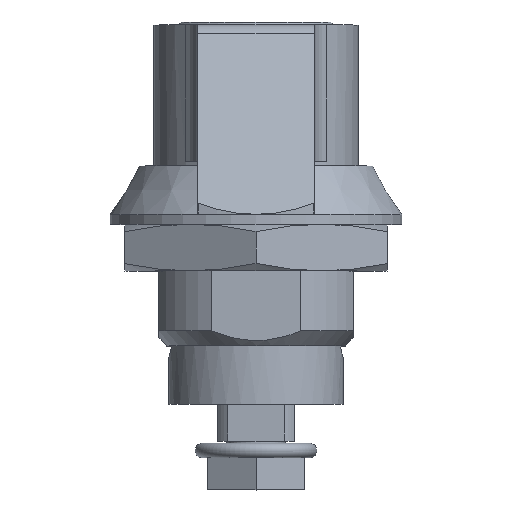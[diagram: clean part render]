
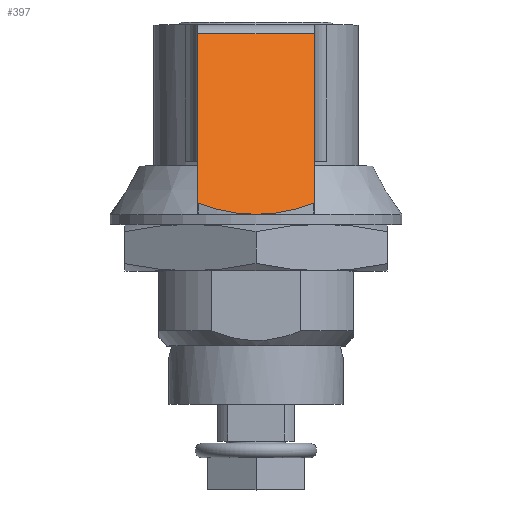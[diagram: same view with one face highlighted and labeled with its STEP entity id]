
A CAD part, top view. The second image highlights one B-rep face of the part: STEP entity #397.
In plain terms, the highlighted face is planar.
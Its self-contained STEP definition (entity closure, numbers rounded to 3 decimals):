
#397 = ADVANCED_FACE( '', ( #845 ), #846, .T. );
#845 = FACE_OUTER_BOUND( '', #1395, .T. );
#846 = PLANE( '', #1396 );
#1395 = EDGE_LOOP( '', ( #2300, #2301, #2302, #2303, #2304, #2305, #2306 ) );
#1396 = AXIS2_PLACEMENT_3D( '', #2307, #2308, #2309 );
#2300 = ORIENTED_EDGE( '', *, *, #3135, .T. );
#2301 = ORIENTED_EDGE( '', *, *, #3381, .T. );
#2302 = ORIENTED_EDGE( '', *, *, #3081, .T. );
#2303 = ORIENTED_EDGE( '', *, *, #3187, .T. );
#2304 = ORIENTED_EDGE( '', *, *, #3382, .T. );
#2305 = ORIENTED_EDGE( '', *, *, #3383, .T. );
#2306 = ORIENTED_EDGE( '', *, *, #3356, .T. );
#2307 = CARTESIAN_POINT( '', ( -25., 23.3, 50. ) );
#2308 = DIRECTION( '', ( -0.842, 0.54, 0. ) );
#2309 = DIRECTION( '', ( -0.54, -0.842, 0. ) );
#3081 = EDGE_CURVE( '', #3617, #3618, #3619, .T. );
#3135 = EDGE_CURVE( '', #3711, #3712, #3713, .T. );
#3187 = EDGE_CURVE( '', #3618, #3803, #3804, .T. );
#3356 = EDGE_CURVE( '', #4067, #3711, #4068, .T. );
#3381 = EDGE_CURVE( '', #3712, #3617, #4105, .T. );
#3382 = EDGE_CURVE( '', #3803, #4106, #4107, .T. );
#3383 = EDGE_CURVE( '', #4106, #4067, #4108, .T. );
#3617 = VERTEX_POINT( '', #4402 );
#3618 = VERTEX_POINT( '', #4403 );
#3619 = LINE( '', #4404, #4405 );
#3711 = VERTEX_POINT( '', #4550 );
#3712 = VERTEX_POINT( '', #4551 );
#3713 = LINE( '', #4552, #4553 );
#3803 = VERTEX_POINT( '', #4699 );
#3804 = ELLIPSE( '', #4700, 1.851, 1. );
#4067 = VERTEX_POINT( '', #5307 );
#4068 = ELLIPSE( '', #5308, 1.851, 1. );
#4105 = LINE( '', #5541, #5542 );
#4106 = VERTEX_POINT( '', #5543 );
#4107 = ELLIPSE( '', #5544, 46.276, 25. );
#4108 = ELLIPSE( '', #5545, 46.276, 25. );
#4402 = CARTESIAN_POINT( '', ( -13.072, 41.88, -6. ) );
#4403 = CARTESIAN_POINT( '', ( -24., 24.858, -6. ) );
#4404 = CARTESIAN_POINT( '', ( -8.63, 48.799, -6. ) );
#4405 = VECTOR( '', #5953, 1000. );
#4550 = CARTESIAN_POINT( '', ( -24., 24.858, 6. ) );
#4551 = CARTESIAN_POINT( '', ( -13.072, 41.88, 6. ) );
#4552 = CARTESIAN_POINT( '', ( -12.57, 42.662, 6. ) );
#4553 = VECTOR( '', #6019, 1000. );
#4699 = CARTESIAN_POINT( '', ( -24.279, 24.423, -5.96 ) );
#4700 = AXIS2_PLACEMENT_3D( '', #6073, #6074, #6075 );
#5307 = CARTESIAN_POINT( '', ( -24.279, 24.423, 5.96 ) );
#5308 = AXIS2_PLACEMENT_3D( '', #6267, #6268, #6269 );
#5541 = CARTESIAN_POINT( '', ( -13.072, 41.88, 50. ) );
#5542 = VECTOR( '', #6293, 1000. );
#5543 = CARTESIAN_POINT( '', ( -25., 23.3, 0. ) );
#5544 = AXIS2_PLACEMENT_3D( '', #6294, #6295, #6296 );
#5545 = AXIS2_PLACEMENT_3D( '', #6297, #6298, #6299 );
#5953 = DIRECTION( '', ( -0.54, -0.842, 0. ) );
#6019 = DIRECTION( '', ( 0.54, 0.842, 0. ) );
#6073 = CARTESIAN_POINT( '', ( -24., 24.858, -5. ) );
#6074 = DIRECTION( '', ( -0.842, 0.54, 0. ) );
#6075 = DIRECTION( '', ( -0.54, -0.842, 0. ) );
#6267 = CARTESIAN_POINT( '', ( -24., 24.858, 5. ) );
#6268 = DIRECTION( '', ( -0.842, 0.54, 0. ) );
#6269 = DIRECTION( '', ( -0.54, -0.842, 0. ) );
#6293 = DIRECTION( '', ( 0., 0., -1. ) );
#6294 = CARTESIAN_POINT( '', ( 0., 62.242, 0. ) );
#6295 = DIRECTION( '', ( -0.842, 0.54, 0. ) );
#6296 = DIRECTION( '', ( -0.54, -0.842, 0. ) );
#6297 = CARTESIAN_POINT( '', ( 0., 62.242, 0. ) );
#6298 = DIRECTION( '', ( -0.842, 0.54, 0. ) );
#6299 = DIRECTION( '', ( -0.54, -0.842, 0. ) );
